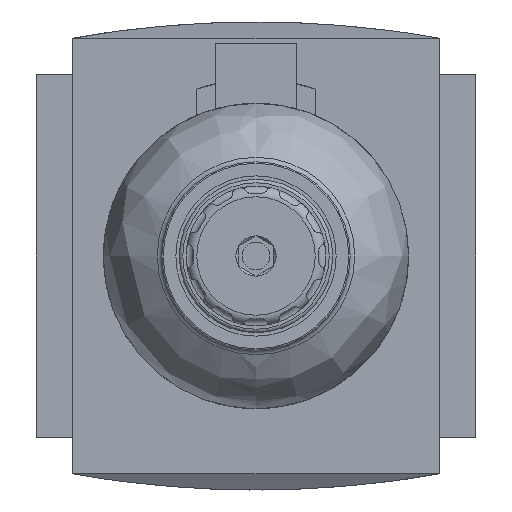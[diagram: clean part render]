
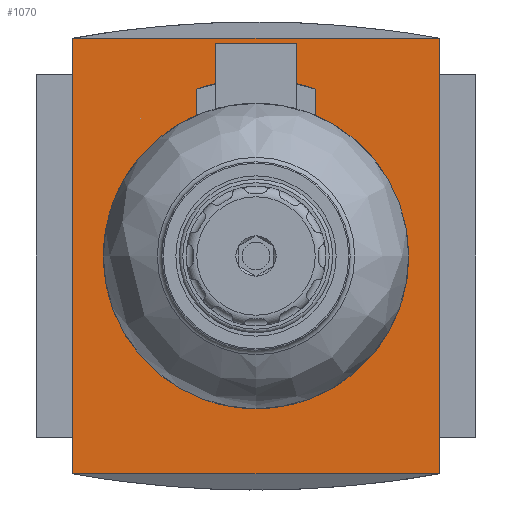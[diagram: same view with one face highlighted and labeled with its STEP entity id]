
A CAD part, front view. The second image highlights one B-rep face of the part: STEP entity #1070.
In plain terms, the highlighted planar face has unit normal (0, -1, 0).
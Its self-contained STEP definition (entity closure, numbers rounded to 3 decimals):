
#1070 = ADVANCED_FACE( '', ( #2171 ), #2172, .F. );
#2171 = FACE_OUTER_BOUND( '', #3299, .T. );
#2172 = PLANE( '', #3300 );
#3299 = EDGE_LOOP( '', ( #6349, #6350, #6351, #6352 ) );
#3300 = AXIS2_PLACEMENT_3D( '', #6353, #6354, #6355 );
#6349 = ORIENTED_EDGE( '', *, *, #7674, .F. );
#6350 = ORIENTED_EDGE( '', *, *, #6704, .T. );
#6351 = ORIENTED_EDGE( '', *, *, #7377, .F. );
#6352 = ORIENTED_EDGE( '', *, *, #7306, .T. );
#6353 = CARTESIAN_POINT( '', ( 0., -37.5, 116.435 ) );
#6354 = DIRECTION( '', ( 0., 1., 0. ) );
#6355 = DIRECTION( '', ( 0., 0., 1. ) );
#6704 = EDGE_CURVE( '', #8100, #8101, #8102, .T. );
#7306 = EDGE_CURVE( '', #9039, #9040, #9041, .T. );
#7377 = EDGE_CURVE( '', #9039, #8101, #9131, .T. );
#7674 = EDGE_CURVE( '', #8100, #9040, #9494, .T. );
#8100 = VERTEX_POINT( '', #10139 );
#8101 = VERTEX_POINT( '', #10140 );
#8102 = LINE( '', #10141, #10142 );
#9039 = VERTEX_POINT( '', #11971 );
#9040 = VERTEX_POINT( '', #11972 );
#9041 = LINE( '', #11973, #11974 );
#9131 = LINE( '', #12124, #12125 );
#9494 = LINE( '', #12669, #12670 );
#10139 = CARTESIAN_POINT( '', ( -26.25, -37.5, -31.25 ) );
#10140 = CARTESIAN_POINT( '', ( 26.25, -37.5, -31.25 ) );
#10141 = CARTESIAN_POINT( '', ( 0., -37.5, -31.25 ) );
#10142 = VECTOR( '', #12965, 1000. );
#11971 = CARTESIAN_POINT( '', ( 26.25, -37.5, 31.25 ) );
#11972 = CARTESIAN_POINT( '', ( -26.25, -37.5, 31.25 ) );
#11973 = CARTESIAN_POINT( '', ( 0., -37.5, 31.25 ) );
#11974 = VECTOR( '', #13592, 1000. );
#12124 = CARTESIAN_POINT( '', ( 26.25, -37.5, 31.25 ) );
#12125 = VECTOR( '', #13650, 1000. );
#12669 = CARTESIAN_POINT( '', ( -26.25, -37.5, -31.25 ) );
#12670 = VECTOR( '', #13893, 1000. );
#12965 = DIRECTION( '', ( 1., 0., 0. ) );
#13592 = DIRECTION( '', ( -1., 0., 0. ) );
#13650 = DIRECTION( '', ( 0., 0., -1. ) );
#13893 = DIRECTION( '', ( 0., 0., 1. ) );
